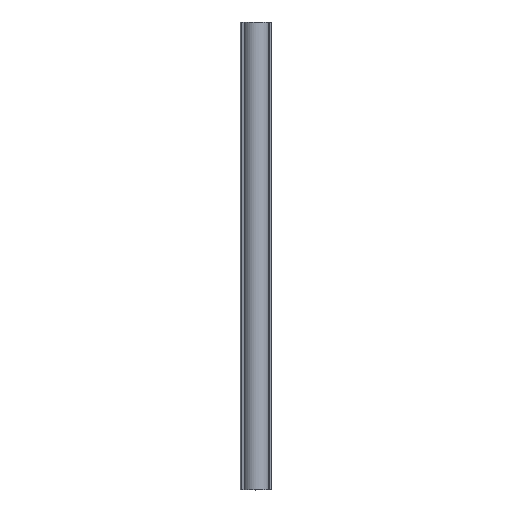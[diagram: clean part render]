
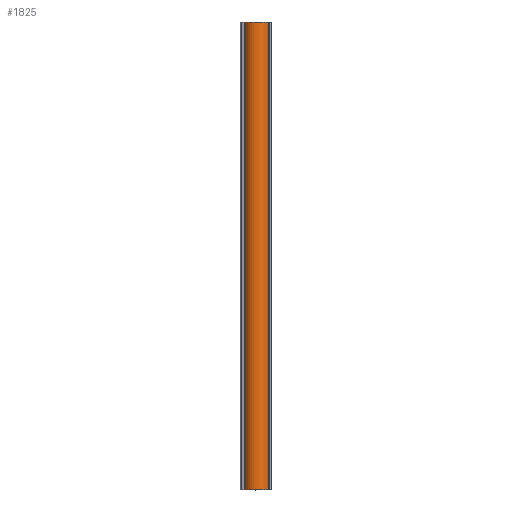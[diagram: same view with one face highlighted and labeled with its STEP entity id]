
A CAD part, top view. The second image highlights one B-rep face of the part: STEP entity #1825.
In plain terms, the highlighted cylindrical face has radius 55 mm (diameter 110 mm), a partial arc.
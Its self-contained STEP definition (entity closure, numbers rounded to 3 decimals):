
#7 = CARTESIAN_POINT ( 'NONE',  ( 52.07, 1000., 17.712 ) ) ;
#93 = VECTOR ( 'NONE', #2809, 1000. ) ;
#138 = EDGE_CURVE ( 'NONE', #1251, #1032, #1068, .T. ) ;
#185 = CARTESIAN_POINT ( 'NONE',  ( 52.07, -1000., 17.712 ) ) ;
#188 = EDGE_CURVE ( 'NONE', #1032, #2876, #2681, .T. ) ;
#213 = LINE ( 'NONE', #7, #894 ) ;
#214 = CARTESIAN_POINT ( 'NONE',  ( 0., 1000., 0. ) ) ;
#482 = AXIS2_PLACEMENT_3D ( 'NONE', #214, #1848, #895 ) ;
#590 = CARTESIAN_POINT ( 'NONE',  ( -47.04, -1000., 28.5 ) ) ;
#796 = CARTESIAN_POINT ( 'NONE',  ( 52.07, 1000., 17.712 ) ) ;
#894 = VECTOR ( 'NONE', #918, 1000. ) ;
#895 = DIRECTION ( 'NONE',  ( 0., 0., 1. ) ) ;
#918 = DIRECTION ( 'NONE',  ( 0., 1., 0. ) ) ;
#944 = AXIS2_PLACEMENT_3D ( 'NONE', #2596, #1412, #1157 ) ;
#1032 = VERTEX_POINT ( 'NONE', #590 ) ;
#1068 = LINE ( 'NONE', #3057, #93 ) ;
#1155 = EDGE_LOOP ( 'NONE', ( #2858, #2555, #2291, #1592 ) ) ;
#1157 = DIRECTION ( 'NONE',  ( 0., 0., -1. ) ) ;
#1230 = FACE_OUTER_BOUND ( 'NONE', #1155, .T. ) ;
#1251 = VERTEX_POINT ( 'NONE', #2278 ) ;
#1286 = AXIS2_PLACEMENT_3D ( 'NONE', #1976, #2533, #2694 ) ;
#1412 = DIRECTION ( 'NONE',  ( 0., 1., 0. ) ) ;
#1592 = ORIENTED_EDGE ( 'NONE', *, *, #2319, .T. ) ;
#1668 = CYLINDRICAL_SURFACE ( 'NONE', #482, 55. ) ;
#1825 = ADVANCED_FACE ( 'NONE', ( #1230 ), #1668, .T. ) ;
#1848 = DIRECTION ( 'NONE',  ( 0., -1., 0. ) ) ;
#1976 = CARTESIAN_POINT ( 'NONE',  ( 0., 1000., 0. ) ) ;
#2278 = CARTESIAN_POINT ( 'NONE',  ( -47.04, 1000., 28.5 ) ) ;
#2290 = EDGE_CURVE ( 'NONE', #1251, #2603, #2715, .T. ) ;
#2291 = ORIENTED_EDGE ( 'NONE', *, *, #188, .T. ) ;
#2319 = EDGE_CURVE ( 'NONE', #2876, #2603, #213, .T. ) ;
#2533 = DIRECTION ( 'NONE',  ( 0., 1., 0. ) ) ;
#2555 = ORIENTED_EDGE ( 'NONE', *, *, #138, .T. ) ;
#2596 = CARTESIAN_POINT ( 'NONE',  ( 0., -1000., 0. ) ) ;
#2603 = VERTEX_POINT ( 'NONE', #796 ) ;
#2681 = CIRCLE ( 'NONE', #944, 55. ) ;
#2694 = DIRECTION ( 'NONE',  ( 0., 0., -1. ) ) ;
#2715 = CIRCLE ( 'NONE', #1286, 55. ) ;
#2809 = DIRECTION ( 'NONE',  ( 0., -1., 0. ) ) ;
#2858 = ORIENTED_EDGE ( 'NONE', *, *, #2290, .F. ) ;
#2876 = VERTEX_POINT ( 'NONE', #185 ) ;
#3057 = CARTESIAN_POINT ( 'NONE',  ( -47.04, 1000., 28.5 ) ) ;
